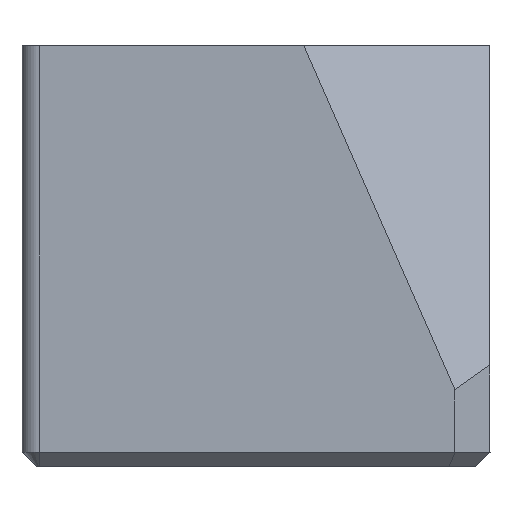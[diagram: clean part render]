
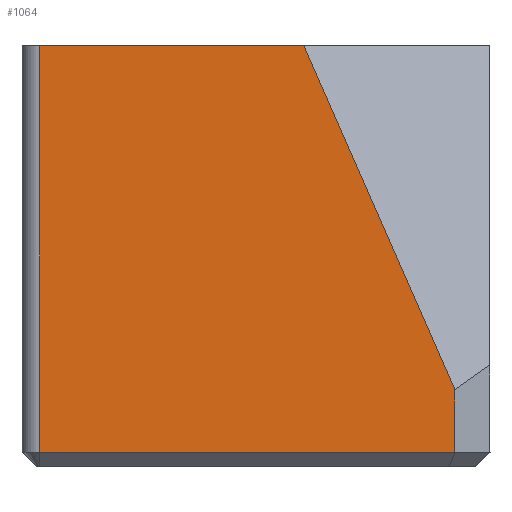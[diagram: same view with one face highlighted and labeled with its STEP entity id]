
A CAD part, left-side view. The second image highlights one B-rep face of the part: STEP entity #1064.
In plain terms, the highlighted planar face has unit normal (-1, 0, 0).
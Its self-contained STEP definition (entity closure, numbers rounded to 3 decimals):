
#72=PLANE('',#1186);
#136=FACE_OUTER_BOUND('',#204,.T.);
#204=EDGE_LOOP('',(#982,#983,#984,#985,#986));
#255=LINE('',#1543,#359);
#294=LINE('',#1667,#398);
#318=LINE('',#1731,#422);
#320=LINE('',#1741,#424);
#348=LINE('',#1810,#452);
#359=VECTOR('',#1221,10.);
#398=VECTOR('',#1348,10.);
#422=VECTOR('',#1412,10.);
#424=VECTOR('',#1424,10.);
#452=VECTOR('',#1506,10.);
#456=VERTEX_POINT('',#1516);
#464=VERTEX_POINT('',#1542);
#505=VERTEX_POINT('',#1666);
#525=VERTEX_POINT('',#1729);
#528=VERTEX_POINT('',#1739);
#558=EDGE_CURVE('',#456,#464,#255,.T.);
#618=EDGE_CURVE('',#464,#505,#294,.T.);
#651=EDGE_CURVE('',#505,#525,#318,.T.);
#655=EDGE_CURVE('',#525,#528,#320,.T.);
#690=EDGE_CURVE('',#528,#456,#348,.T.);
#982=ORIENTED_EDGE('',*,*,#690,.F.);
#983=ORIENTED_EDGE('',*,*,#655,.F.);
#984=ORIENTED_EDGE('',*,*,#651,.F.);
#985=ORIENTED_EDGE('',*,*,#618,.F.);
#986=ORIENTED_EDGE('',*,*,#558,.F.);
#1064=ADVANCED_FACE('',(#136),#72,.T.);
#1186=AXIS2_PLACEMENT_3D('',#1811,#1507,#1508);
#1221=DIRECTION('',(0.,0.,1.));
#1348=DIRECTION('',(0.,-1.,0.));
#1412=DIRECTION('',(0.,-0.402,-0.916));
#1424=DIRECTION('',(0.,0.,-1.));
#1506=DIRECTION('',(0.,1.,0.));
#1507=DIRECTION('center_axis',(-1.,0.,0.));
#1508=DIRECTION('ref_axis',(0.,-1.,0.));
#1516=CARTESIAN_POINT('',(-13.266,24.992,65.548));
#1542=CARTESIAN_POINT('',(-13.266,24.992,77.148));
#1543=CARTESIAN_POINT('',(-13.266,24.992,64.148));
#1666=CARTESIAN_POINT('',(-13.266,17.456,77.148));
#1667=CARTESIAN_POINT('',(-13.266,24.992,77.148));
#1729=CARTESIAN_POINT('',(-13.266,13.142,67.327));
#1731=CARTESIAN_POINT('',(-13.266,14.742,70.97));
#1739=CARTESIAN_POINT('',(-13.266,13.142,65.548));
#1741=CARTESIAN_POINT('',(-13.266,13.142,64.148));
#1810=CARTESIAN_POINT('',(-13.266,22.28,65.548));
#1811=CARTESIAN_POINT('Origin',(-13.266,24.992,64.148));
